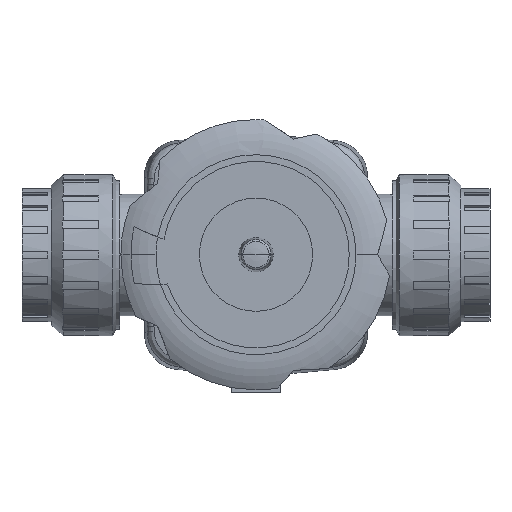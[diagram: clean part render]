
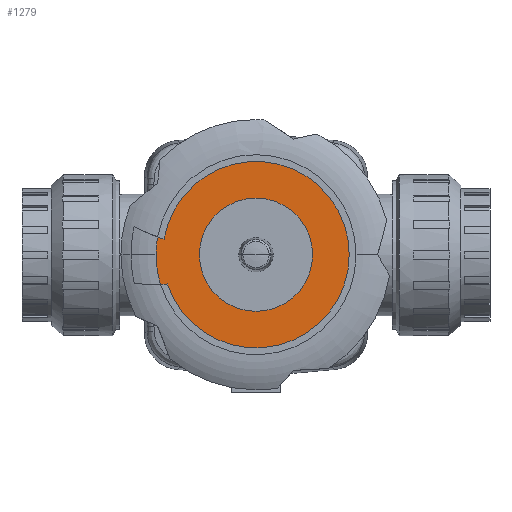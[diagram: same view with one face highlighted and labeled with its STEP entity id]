
A CAD part, top view. The second image highlights one B-rep face of the part: STEP entity #1279.
In plain terms, the highlighted planar face has unit normal (0, 0, 1).
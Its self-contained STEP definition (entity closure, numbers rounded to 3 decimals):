
#1279=ADVANCED_FACE('',(#2684,#2685),#2686,.T.);
#2684=FACE_OUTER_BOUND('',#5558,.T.);
#2685=FACE_BOUND('',#5559,.T.);
#2686=PLANE('',#5560);
#5558=EDGE_LOOP('',(#9232,#9233,#9234,#9235,#9236,#9237));
#5559=EDGE_LOOP('',(#9238,#9239));
#5560=AXIS2_PLACEMENT_3D('',#9240,#9241,#9242);
#9232=ORIENTED_EDGE('',*,*,#11952,.F.);
#9233=ORIENTED_EDGE('',*,*,#11989,.F.);
#9234=ORIENTED_EDGE('',*,*,#11945,.F.);
#9235=ORIENTED_EDGE('',*,*,#11986,.F.);
#9236=ORIENTED_EDGE('',*,*,#11977,.F.);
#9237=ORIENTED_EDGE('',*,*,#11971,.F.);
#9238=ORIENTED_EDGE('',*,*,#11963,.T.);
#9239=ORIENTED_EDGE('',*,*,#11961,.T.);
#9240=CARTESIAN_POINT('',(0.,0.,127.45));
#9241=DIRECTION('',(0.,0.,1.0));
#9242=DIRECTION('',(1.0,0.,0.));
#11945=EDGE_CURVE('',#14383,#14386,#14387,.T.);
#11952=EDGE_CURVE('',#14397,#14393,#14399,.T.);
#11961=EDGE_CURVE('',#14408,#14412,#14414,.T.);
#11963=EDGE_CURVE('',#14412,#14408,#14416,.T.);
#11971=EDGE_CURVE('',#14393,#14425,#14426,.T.);
#11977=EDGE_CURVE('',#14425,#14435,#14436,.T.);
#11986=EDGE_CURVE('',#14435,#14383,#14447,.T.);
#11989=EDGE_CURVE('',#14386,#14397,#14450,.T.);
#14383=VERTEX_POINT('',#18590);
#14386=VERTEX_POINT('',#18593);
#14387=CIRCLE('',#18594,44.4);
#14393=VERTEX_POINT('',#18605);
#14397=VERTEX_POINT('',#18610);
#14399=CIRCLE('',#18613,41.4);
#14408=VERTEX_POINT('',#18622);
#14412=VERTEX_POINT('',#18627);
#14414=CIRCLE('',#18630,25.15);
#14416=CIRCLE('',#18632,25.15);
#14425=VERTEX_POINT('',#18641);
#14426=CIRCLE('',#18642,41.4);
#14435=VERTEX_POINT('',#18655);
#14436=CIRCLE('',#18656,83.217);
#14447=CIRCLE('',#18678,44.4);
#14450=CIRCLE('',#18682,125.0);
#18590=CARTESIAN_POINT('',(-44.4,0.,127.45));
#18593=CARTESIAN_POINT('',(-43.694,7.885,127.45));
#18594=AXIS2_PLACEMENT_3D('',#21436,#21437,#21438);
#18605=CARTESIAN_POINT('',(41.4,0.,127.45));
#18610=CARTESIAN_POINT('',(-40.828,6.856,127.45));
#18613=AXIS2_PLACEMENT_3D('',#21447,#21448,#21449);
#18622=CARTESIAN_POINT('',(-25.15,0.,127.45));
#18627=CARTESIAN_POINT('',(25.15,0.,127.45));
#18630=AXIS2_PLACEMENT_3D('',#21464,#21465,#21466);
#18632=AXIS2_PLACEMENT_3D('',#21467,#21468,#21469);
#18641=CARTESIAN_POINT('',(-39.299,-13.021,127.45));
#18642=AXIS2_PLACEMENT_3D('',#21482,#21483,#21484);
#18655=CARTESIAN_POINT('',(-42.4,-13.176,127.45));
#18656=AXIS2_PLACEMENT_3D('',#21492,#21493,#21494);
#18678=AXIS2_PLACEMENT_3D('',#21505,#21506,#21507);
#18682=AXIS2_PLACEMENT_3D('',#21509,#21510,#21511);
#21436=CARTESIAN_POINT('',(0.,0.,127.45));
#21437=DIRECTION('',(0.,0.,-1.0));
#21438=DIRECTION('',(1.0,0.,0.));
#21447=CARTESIAN_POINT('',(0.,0.,127.45));
#21448=DIRECTION('',(0.,0.,-1.0));
#21449=DIRECTION('',(-1.0,0.,0.));
#21464=CARTESIAN_POINT('',(0.,0.,127.45));
#21465=DIRECTION('',(0.,0.,-1.0));
#21466=DIRECTION('',(-1.0,0.,0.));
#21467=CARTESIAN_POINT('',(0.,0.,127.45));
#21468=DIRECTION('',(0.,0.,-1.0));
#21469=DIRECTION('',(-1.0,0.,0.));
#21482=CARTESIAN_POINT('',(0.,0.,127.45));
#21483=DIRECTION('',(0.,0.,-1.0));
#21484=DIRECTION('',(-1.0,0.,0.));
#21492=CARTESIAN_POINT('',(-45.0,70.,127.45));
#21493=DIRECTION('',(0.0,0.,-1.0));
#21494=DIRECTION('',(-0.024,1.,0.));
#21505=CARTESIAN_POINT('',(0.,0.,127.45));
#21506=DIRECTION('',(0.,0.,-1.0));
#21507=DIRECTION('',(1.0,0.,0.));
#21509=CARTESIAN_POINT('',(0.,125.0,127.45));
#21510=DIRECTION('',(0.,0.,1.0));
#21511=DIRECTION('',(-0.354,-0.935,0.));
